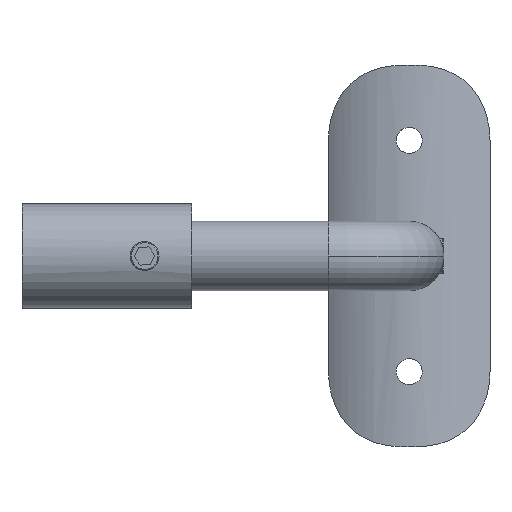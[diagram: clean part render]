
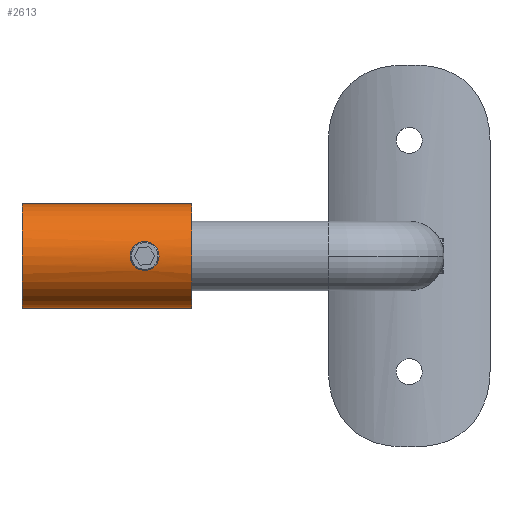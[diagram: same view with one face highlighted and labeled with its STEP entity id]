
A CAD part, front view. The second image highlights one B-rep face of the part: STEP entity #2613.
In plain terms, the highlighted cylindrical face has radius 9 mm (diameter 18 mm), a partial arc.
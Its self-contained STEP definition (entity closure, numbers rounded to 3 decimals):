
#1 = CARTESIAN_POINT ( 'NONE',  ( 20.553, -8.666, -2.434 ) ) ;
#11 = CIRCLE ( 'NONE', #1607, 9. ) ;
#29 = CARTESIAN_POINT ( 'NONE',  ( 19.956, -8.735, 2.168 ) ) ;
#46 = CARTESIAN_POINT ( 'NONE',  ( 23.582, -8.965, -0.807 ) ) ;
#134 = ORIENTED_EDGE ( 'NONE', *, *, #3545, .F. ) ;
#221 = CARTESIAN_POINT ( 'NONE',  ( -38.458, 0., 0. ) ) ;
#283 = CARTESIAN_POINT ( 'NONE',  ( 29.409, 0., -9. ) ) ;
#408 = EDGE_LOOP ( 'NONE', ( #2001, #1845, #1139, #134 ) ) ;
#409 = CARTESIAN_POINT ( 'NONE',  ( 23.209, -8.871, -1.537 ) ) ;
#420 = CARTESIAN_POINT ( 'NONE',  ( 21.211, -8.646, 2.5 ) ) ;
#436 = CARTESIAN_POINT ( 'NONE',  ( 21.374, -8.646, -2.5 ) ) ;
#505 = AXIS2_PLACEMENT_3D ( 'NONE', #221, #1555, #3629 ) ;
#513 = VERTEX_POINT ( 'NONE', #283 ) ;
#582 = EDGE_CURVE ( 'NONE', #704, #998, #1569, .T. ) ;
#681 = CARTESIAN_POINT ( 'NONE',  ( 20.4, -8.682, 2.37 ) ) ;
#704 = VERTEX_POINT ( 'NONE', #2197 ) ;
#733 = DIRECTION ( 'NONE',  ( -1., 0., 0. ) ) ;
#848 = CARTESIAN_POINT ( 'NONE',  ( 21.863, -8.669, -2.419 ) ) ;
#864 = CARTESIAN_POINT ( 'NONE',  ( 18.727, -8.995, 0.327 ) ) ;
#925 = CARTESIAN_POINT ( 'NONE',  ( 20.101, -8.715, -2.246 ) ) ;
#998 = VERTEX_POINT ( 'NONE', #3299 ) ;
#1139 = ORIENTED_EDGE ( 'NONE', *, *, #5487, .T. ) ;
#1208 = ORIENTED_EDGE ( 'NONE', *, *, #582, .T. ) ;
#1214 = CARTESIAN_POINT ( 'NONE',  ( 21.211, -8.646, 2.5 ) ) ;
#1240 = CARTESIAN_POINT ( 'NONE',  ( 23.582, -8.965, 0.809 ) ) ;
#1250 = CARTESIAN_POINT ( 'NONE',  ( 19.213, -8.871, 1.538 ) ) ;
#1252 = CARTESIAN_POINT ( 'NONE',  ( 19.043, -8.913, -1.256 ) ) ;
#1270 = CARTESIAN_POINT ( 'NONE',  ( 22.019, -8.682, -2.371 ) ) ;
#1283 = CARTESIAN_POINT ( 'NONE',  ( 18.839, -8.965, -0.808 ) ) ;
#1331 = CARTESIAN_POINT ( 'NONE',  ( 23.694, -8.995, -0.33 ) ) ;
#1343 = CARTESIAN_POINT ( 'NONE',  ( 19.684, -8.779, -1.987 ) ) ;
#1362 = CARTESIAN_POINT ( 'NONE',  ( 21.54, -8.651, -2.484 ) ) ;
#1482 = B_SPLINE_CURVE_WITH_KNOTS ( 'NONE', 3,
 ( #1214, #5423, #1628, #3323, #4989, #2897, #5373, #4582, #2486, #1652, #4177, #1240, #2383, #4067, #2569, #5176, #1331, #3013, #46, #5052, #409, #2215, #3409, #5081, #2957, #1270, #848, #1362, #436, #2604 ),
 .UNSPECIFIED., .F., .F.,
 ( 4, 2, 2, 2, 2, 2, 2, 2, 2, 2, 2, 2, 2, 2, 4 ),
 ( 0., 0., 0.001, 0.001, 0.002, 0.003, 0.003, 0.004, 0.004, 0.005, 0.006, 0.006, 0.007, 0.007, 0.008 ),
 .UNSPECIFIED. ) ;
#1527 = CYLINDRICAL_SURFACE ( 'NONE', #505, 9. ) ;
#1555 = DIRECTION ( 'NONE',  ( -1., 0., 0. ) ) ;
#1569 = B_SPLINE_CURVE_WITH_KNOTS ( 'NONE', 3,
 ( #5129, #4214, #1, #925, #1689, #1343, #5033, #5231, #2912, #1252, #2941, #1283, #3718, #2830, #1643, #5437, #864, #4186, #4475, #5032, #1250, #3715, #2469, #29, #3421, #681, #2373, #5460, #4060, #420 ),
 .UNSPECIFIED., .F., .F.,
 ( 4, 2, 2, 2, 2, 2, 2, 2, 2, 2, 2, 2, 2, 2, 4 ),
 ( 0.008, 0.009, 0.009, 0.01, 0.01, 0.011, 0.011, 0.012, 0.012, 0.013, 0.014, 0.014, 0.015, 0.015, 0.016 ),
 .UNSPECIFIED. ) ;
#1607 = AXIS2_PLACEMENT_3D ( 'NONE', #3798, #4971, #4619 ) ;
#1628 = CARTESIAN_POINT ( 'NONE',  ( 21.54, -8.651, 2.484 ) ) ;
#1643 = CARTESIAN_POINT ( 'NONE',  ( 18.711, -9., -0.165 ) ) ;
#1652 = CARTESIAN_POINT ( 'NONE',  ( 23.208, -8.871, 1.538 ) ) ;
#1689 = CARTESIAN_POINT ( 'NONE',  ( 19.955, -8.735, -2.168 ) ) ;
#1792 = CIRCLE ( 'NONE', #2494, 9. ) ;
#1845 = ORIENTED_EDGE ( 'NONE', *, *, #3576, .T. ) ;
#1875 = VECTOR ( 'NONE', #733, 1000. ) ;
#2001 = ORIENTED_EDGE ( 'NONE', *, *, #4480, .F. ) ;
#2016 = FACE_BOUND ( 'NONE', #2558, .T. ) ;
#2072 = VERTEX_POINT ( 'NONE', #5394 ) ;
#2094 = CARTESIAN_POINT ( 'NONE',  ( 0., 0., 0. ) ) ;
#2139 = VERTEX_POINT ( 'NONE', #4114 ) ;
#2197 = CARTESIAN_POINT ( 'NONE',  ( 21.211, -8.646, -2.5 ) ) ;
#2215 = CARTESIAN_POINT ( 'NONE',  ( 22.862, -8.801, -1.884 ) ) ;
#2373 = CARTESIAN_POINT ( 'NONE',  ( 20.559, -8.669, 2.419 ) ) ;
#2383 = CARTESIAN_POINT ( 'NONE',  ( 23.63, -8.978, 0.651 ) ) ;
#2452 = LINE ( 'NONE', #2508, #3841 ) ;
#2469 = CARTESIAN_POINT ( 'NONE',  ( 19.684, -8.779, 1.986 ) ) ;
#2486 = CARTESIAN_POINT ( 'NONE',  ( 22.864, -8.802, 1.882 ) ) ;
#2494 = AXIS2_PLACEMENT_3D ( 'NONE', #2094, #3369, #4263 ) ;
#2508 = CARTESIAN_POINT ( 'NONE',  ( -38.458, 0., 9. ) ) ;
#2543 = VERTEX_POINT ( 'NONE', #2659 ) ;
#2558 = EDGE_LOOP ( 'NONE', ( #4935, #1208 ) ) ;
#2559 = DIRECTION ( 'NONE',  ( -1., 0., 0. ) ) ;
#2569 = CARTESIAN_POINT ( 'NONE',  ( 23.711, -9., 0.165 ) ) ;
#2604 = CARTESIAN_POINT ( 'NONE',  ( 21.211, -8.646, -2.5 ) ) ;
#2613 = ADVANCED_FACE ( 'NONE', ( #3295, #2016 ), #1527, .T. ) ;
#2659 = CARTESIAN_POINT ( 'NONE',  ( 0., 0., -9. ) ) ;
#2830 = CARTESIAN_POINT ( 'NONE',  ( 18.727, -8.995, -0.331 ) ) ;
#2897 = CARTESIAN_POINT ( 'NONE',  ( 22.322, -8.716, 2.245 ) ) ;
#2912 = CARTESIAN_POINT ( 'NONE',  ( 19.224, -8.871, -1.526 ) ) ;
#2941 = CARTESIAN_POINT ( 'NONE',  ( 18.966, -8.932, -1.113 ) ) ;
#2957 = CARTESIAN_POINT ( 'NONE',  ( 22.32, -8.715, -2.246 ) ) ;
#3013 = CARTESIAN_POINT ( 'NONE',  ( 23.63, -8.978, -0.651 ) ) ;
#3295 = FACE_OUTER_BOUND ( 'NONE', #408, .T. ) ;
#3299 = CARTESIAN_POINT ( 'NONE',  ( 21.211, -8.646, 2.5 ) ) ;
#3323 = CARTESIAN_POINT ( 'NONE',  ( 21.86, -8.669, 2.42 ) ) ;
#3369 = DIRECTION ( 'NONE',  ( -1., 0., 0. ) ) ;
#3409 = CARTESIAN_POINT ( 'NONE',  ( 22.737, -8.778, -1.987 ) ) ;
#3421 = CARTESIAN_POINT ( 'NONE',  ( 20.099, -8.716, 2.245 ) ) ;
#3545 = EDGE_CURVE ( 'NONE', #2543, #2139, #1792, .T. ) ;
#3576 = EDGE_CURVE ( 'NONE', #513, #2072, #11, .T. ) ;
#3629 = DIRECTION ( 'NONE',  ( 0., 0., 1. ) ) ;
#3715 = CARTESIAN_POINT ( 'NONE',  ( 19.557, -8.802, 1.882 ) ) ;
#3718 = CARTESIAN_POINT ( 'NONE',  ( 18.791, -8.978, -0.651 ) ) ;
#3798 = CARTESIAN_POINT ( 'NONE',  ( 29.409, 0., 0. ) ) ;
#3841 = VECTOR ( 'NONE', #2559, 1000. ) ;
#4060 = CARTESIAN_POINT ( 'NONE',  ( 21.045, -8.646, 2.5 ) ) ;
#4067 = CARTESIAN_POINT ( 'NONE',  ( 23.695, -8.995, 0.328 ) ) ;
#4114 = CARTESIAN_POINT ( 'NONE',  ( 0., 0., 9. ) ) ;
#4177 = CARTESIAN_POINT ( 'NONE',  ( 23.394, -8.916, 1.26 ) ) ;
#4186 = CARTESIAN_POINT ( 'NONE',  ( 18.791, -8.978, 0.649 ) ) ;
#4214 = CARTESIAN_POINT ( 'NONE',  ( 20.883, -8.646, -2.5 ) ) ;
#4256 = EDGE_CURVE ( 'NONE', #998, #704, #1482, .T. ) ;
#4263 = DIRECTION ( 'NONE',  ( 0., 0., 1. ) ) ;
#4475 = CARTESIAN_POINT ( 'NONE',  ( 18.839, -8.965, 0.808 ) ) ;
#4480 = EDGE_CURVE ( 'NONE', #513, #2543, #4889, .T. ) ;
#4582 = CARTESIAN_POINT ( 'NONE',  ( 22.736, -8.778, 1.987 ) ) ;
#4619 = DIRECTION ( 'NONE',  ( 0., 0., 1. ) ) ;
#4889 = LINE ( 'NONE', #5361, #1875 ) ;
#4935 = ORIENTED_EDGE ( 'NONE', *, *, #4256, .T. ) ;
#4971 = DIRECTION ( 'NONE',  ( -1., 0., 0. ) ) ;
#4989 = CARTESIAN_POINT ( 'NONE',  ( 22.02, -8.682, 2.371 ) ) ;
#5032 = CARTESIAN_POINT ( 'NONE',  ( 19.027, -8.916, 1.26 ) ) ;
#5033 = CARTESIAN_POINT ( 'NONE',  ( 19.559, -8.801, -1.884 ) ) ;
#5052 = CARTESIAN_POINT ( 'NONE',  ( 23.393, -8.916, -1.263 ) ) ;
#5081 = CARTESIAN_POINT ( 'NONE',  ( 22.467, -8.736, -2.168 ) ) ;
#5129 = CARTESIAN_POINT ( 'NONE',  ( 21.211, -8.646, -2.5 ) ) ;
#5176 = CARTESIAN_POINT ( 'NONE',  ( 23.711, -9., -0.163 ) ) ;
#5231 = CARTESIAN_POINT ( 'NONE',  ( 19.328, -8.848, -1.653 ) ) ;
#5361 = CARTESIAN_POINT ( 'NONE',  ( -38.458, 0., -9. ) ) ;
#5373 = CARTESIAN_POINT ( 'NONE',  ( 22.465, -8.735, 2.169 ) ) ;
#5394 = CARTESIAN_POINT ( 'NONE',  ( 29.409, 0., 9. ) ) ;
#5423 = CARTESIAN_POINT ( 'NONE',  ( 21.377, -8.646, 2.5 ) ) ;
#5437 = CARTESIAN_POINT ( 'NONE',  ( 18.711, -9., 0.164 ) ) ;
#5460 = CARTESIAN_POINT ( 'NONE',  ( 20.881, -8.651, 2.484 ) ) ;
#5487 = EDGE_CURVE ( 'NONE', #2072, #2139, #2452, .T. ) ;
